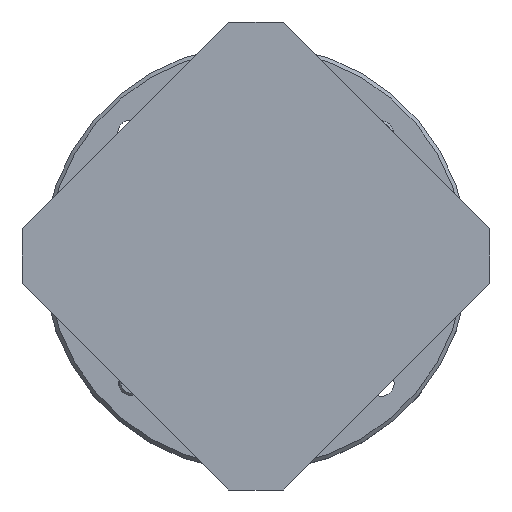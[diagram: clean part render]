
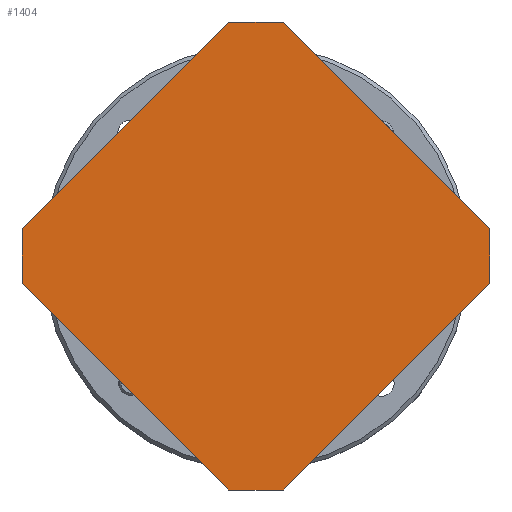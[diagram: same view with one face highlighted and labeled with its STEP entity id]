
A CAD part, top view. The second image highlights one B-rep face of the part: STEP entity #1404.
In plain terms, the highlighted planar face has unit normal (0, 0, 1).
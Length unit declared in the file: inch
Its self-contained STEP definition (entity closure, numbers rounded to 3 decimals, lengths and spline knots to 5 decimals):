
#69 = DIRECTION ( 'NONE',  ( -1., 0., 0. ) ) ;
#124 = CARTESIAN_POINT ( 'NONE',  ( -5.3533, 0.80112, 3.68206 ) ) ;
#244 = EDGE_CURVE ( 'NONE', #988, #2562, #2226, .T. ) ;
#250 = CARTESIAN_POINT ( 'NONE',  ( -4.66266, 1.34693, 3.68206 ) ) ;
#305 = VERTEX_POINT ( 'NONE', #1991 ) ;
#325 = VECTOR ( 'NONE', #1390, 39.37008 ) ;
#432 = VECTOR ( 'NONE', #2539, 39.37008 ) ;
#523 = AXIS2_PLACEMENT_3D ( 'NONE', #1885, #3249, #1201 ) ;
#578 = ORIENTED_EDGE ( 'NONE', *, *, #1379, .F. ) ;
#658 = VECTOR ( 'NONE', #1432, 39.37008 ) ;
#718 = EDGE_CURVE ( 'NONE', #2941, #1353, #1555, .T. ) ;
#751 = CARTESIAN_POINT ( 'NONE',  ( -4.80749, 0.11025, 3.68206 ) ) ;
#838 = PLANE ( 'NONE',  #523 ) ;
#881 = EDGE_LOOP ( 'NONE', ( #3394, #1656, #2187, #578, #1206, #1196, #4465, #1392 ) ) ;
#988 = VERTEX_POINT ( 'NONE', #124 ) ;
#1106 = LINE ( 'NONE', #4284, #2177 ) ;
#1148 = CARTESIAN_POINT ( 'NONE',  ( -4.3827, 1.06697, 3.68206 ) ) ;
#1196 = ORIENTED_EDGE ( 'NONE', *, *, #4288, .F. ) ;
#1201 = DIRECTION ( 'NONE',  ( 1., 0., 0. ) ) ;
#1206 = ORIENTED_EDGE ( 'NONE', *, *, #3280, .F. ) ;
#1353 = VERTEX_POINT ( 'NONE', #3221 ) ;
#1379 = EDGE_CURVE ( 'NONE', #1870, #1829, #3128, .T. ) ;
#1390 = DIRECTION ( 'NONE',  ( 0., 1., 0. ) ) ;
#1392 = ORIENTED_EDGE ( 'NONE', *, *, #718, .F. ) ;
#1404 = ADVANCED_FACE ( 'NONE', ( #3329 ), #838, .T. ) ;
#1432 = DIRECTION ( 'NONE',  ( -0.707, -0.707, 0. ) ) ;
#1555 = LINE ( 'NONE', #1148, #432 ) ;
#1639 = LINE ( 'NONE', #3835, #3980 ) ;
#1656 = ORIENTED_EDGE ( 'NONE', *, *, #244, .F. ) ;
#1733 = EDGE_CURVE ( 'NONE', #1353, #3050, #1639, .T. ) ;
#1761 = CARTESIAN_POINT ( 'NONE',  ( -4.3827, 0.39022, 3.68206 ) ) ;
#1829 = VERTEX_POINT ( 'NONE', #2091 ) ;
#1870 = VERTEX_POINT ( 'NONE', #751 ) ;
#1885 = CARTESIAN_POINT ( 'NONE',  ( -4.73507, 0.72859, 3.68206 ) ) ;
#1973 = DIRECTION ( 'NONE',  ( 0., -1., 0. ) ) ;
#1991 = CARTESIAN_POINT ( 'NONE',  ( -4.66266, 0.11025, 3.68206 ) ) ;
#2075 = LINE ( 'NONE', #4135, #4531 ) ;
#2077 = EDGE_CURVE ( 'NONE', #2562, #2941, #2075, .T. ) ;
#2091 = CARTESIAN_POINT ( 'NONE',  ( -5.3533, 0.65606, 3.68206 ) ) ;
#2177 = VECTOR ( 'NONE', #69, 39.37008 ) ;
#2187 = ORIENTED_EDGE ( 'NONE', *, *, #2366, .F. ) ;
#2226 = LINE ( 'NONE', #3635, #2476 ) ;
#2366 = EDGE_CURVE ( 'NONE', #1829, #988, #4554, .T. ) ;
#2435 = VECTOR ( 'NONE', #3873, 39.37008 ) ;
#2476 = VECTOR ( 'NONE', #3961, 39.37008 ) ;
#2512 = CARTESIAN_POINT ( 'NONE',  ( -5.08745, 0.39022, 3.68206 ) ) ;
#2539 = DIRECTION ( 'NONE',  ( 0.707, -0.707, 0. ) ) ;
#2546 = CARTESIAN_POINT ( 'NONE',  ( -4.11685, 0.65606, 3.68206 ) ) ;
#2562 = VERTEX_POINT ( 'NONE', #3482 ) ;
#2902 = LINE ( 'NONE', #1761, #658 ) ;
#2941 = VERTEX_POINT ( 'NONE', #250 ) ;
#3050 = VERTEX_POINT ( 'NONE', #2546 ) ;
#3128 = LINE ( 'NONE', #2512, #2435 ) ;
#3221 = CARTESIAN_POINT ( 'NONE',  ( -4.11685, 0.80112, 3.68206 ) ) ;
#3249 = DIRECTION ( 'NONE',  ( 0., 0., 1. ) ) ;
#3280 = EDGE_CURVE ( 'NONE', #305, #1870, #1106, .T. ) ;
#3329 = FACE_OUTER_BOUND ( 'NONE', #881, .T. ) ;
#3394 = ORIENTED_EDGE ( 'NONE', *, *, #2077, .F. ) ;
#3482 = CARTESIAN_POINT ( 'NONE',  ( -4.80749, 1.34693, 3.68206 ) ) ;
#3635 = CARTESIAN_POINT ( 'NONE',  ( -5.08745, 1.06697, 3.68206 ) ) ;
#3835 = CARTESIAN_POINT ( 'NONE',  ( -4.11685, 0.72859, 3.68206 ) ) ;
#3873 = DIRECTION ( 'NONE',  ( -0.707, 0.707, 0. ) ) ;
#3878 = CARTESIAN_POINT ( 'NONE',  ( -5.3533, 0.72859, 3.68206 ) ) ;
#3961 = DIRECTION ( 'NONE',  ( 0.707, 0.707, 0. ) ) ;
#3980 = VECTOR ( 'NONE', #1973, 39.37008 ) ;
#4135 = CARTESIAN_POINT ( 'NONE',  ( -4.73507, 1.34693, 3.68206 ) ) ;
#4284 = CARTESIAN_POINT ( 'NONE',  ( -4.73507, 0.11025, 3.68206 ) ) ;
#4288 = EDGE_CURVE ( 'NONE', #3050, #305, #2902, .T. ) ;
#4444 = DIRECTION ( 'NONE',  ( 1., 0., 0. ) ) ;
#4465 = ORIENTED_EDGE ( 'NONE', *, *, #1733, .F. ) ;
#4531 = VECTOR ( 'NONE', #4444, 39.37008 ) ;
#4554 = LINE ( 'NONE', #3878, #325 ) ;
